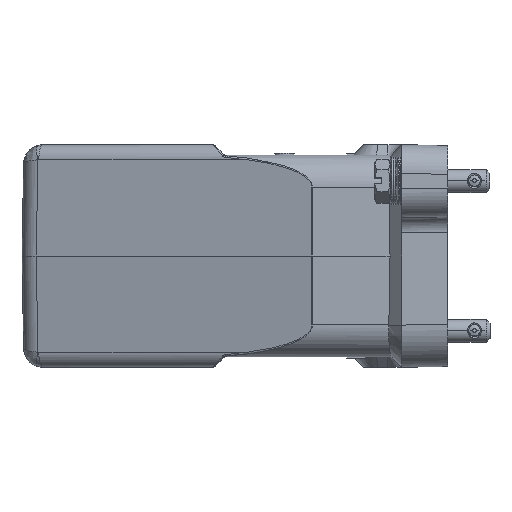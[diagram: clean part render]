
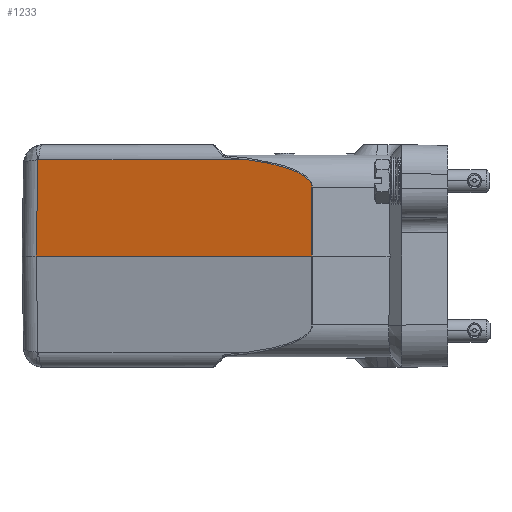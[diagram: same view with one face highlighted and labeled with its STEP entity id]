
A CAD part, left-side view. The second image highlights one B-rep face of the part: STEP entity #1233.
In plain terms, the highlighted planar face has unit normal (-0.966, 0.259, 0.018).
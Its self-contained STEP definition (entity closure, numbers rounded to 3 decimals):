
#1233=ADVANCED_FACE('NONE',(#2397),#1859,.T.);
#1859=PLANE('',#14416);
#2397=FACE_OUTER_BOUND('',#3186,.T.);
#3186=EDGE_LOOP('',(#6699,#6700,#6701,#6702,#6703,#6704));
#3993=B_SPLINE_CURVE_WITH_KNOTS('',3,(#25716,#25717,#25718,#25719,#25720,
#25721,#25722,#25723,#25724,#25725,#25726,#25727,#25728,#25729,#25730,#25731,
#25732,#25733,#25734,#25735,#25736,#25737,#25738,#25739,#25740,#25741,#25742,
#25743,#25744,#25745,#25746,#25747),.UNSPECIFIED.,.F.,.F.,(4,2,1,1,1,1,
2,2,1,1,1,1,2,2,1,1,1,1,1,1,2,2,4),(0.,0.125,0.187,
0.219,0.234,0.242,0.246,
0.25,0.375,0.437,0.469,
0.484,0.492,0.5,0.625,
0.688,0.719,0.734,0.742,
0.746,0.748,0.75,1.),.UNSPECIFIED.);
#4038=B_SPLINE_CURVE_WITH_KNOTS('',3,(#26900,#26901,#26902,#26903),
 .UNSPECIFIED.,.F.,.F.,(4,4),(0.,1.),.UNSPECIFIED.);
#6699=ORIENTED_EDGE('',*,*,#11210,.F.);
#6700=ORIENTED_EDGE('',*,*,#11211,.T.);
#6701=ORIENTED_EDGE('',*,*,#11212,.F.);
#6702=ORIENTED_EDGE('',*,*,#10997,.F.);
#6703=ORIENTED_EDGE('',*,*,#10996,.T.);
#6704=ORIENTED_EDGE('',*,*,#11208,.T.);
#9338=VERTEX_POINT('',#25675);
#9340=VERTEX_POINT('',#25715);
#9341=VERTEX_POINT('',#25821);
#9449=VERTEX_POINT('',#26885);
#9450=VERTEX_POINT('',#26904);
#9451=VERTEX_POINT('',#26906);
#10996=EDGE_CURVE('NONE',#9340,#9338,#3993,.T.);
#10997=EDGE_CURVE('NONE',#9340,#9341,#12472,.T.);
#11208=EDGE_CURVE('NONE',#9338,#9449,#12628,.T.);
#11210=EDGE_CURVE('NONE',#9450,#9449,#4038,.T.);
#11211=EDGE_CURVE('NONE',#9450,#9451,#12629,.T.);
#11212=EDGE_CURVE('NONE',#9341,#9451,#12630,.T.);
#12472=LINE('',#25820,#13401);
#12628=LINE('',#26886,#13557);
#12629=LINE('',#26905,#13558);
#12630=LINE('',#26907,#13559);
#13401=VECTOR('',#16231,1.);
#13557=VECTOR('',#16579,1.);
#13558=VECTOR('',#16582,1.);
#13559=VECTOR('',#16583,1.);
#14416=AXIS2_PLACEMENT_3D('',#26908,#16584,#16585);
#16231=DIRECTION('',(-0.017,0.002,-1.));
#16579=DIRECTION('',(0.259,0.966,0.));
#16582=DIRECTION('',(-0.013,0.017,-1.));
#16583=DIRECTION('',(0.259,0.966,0.));
#16584=DIRECTION('',(-0.966,0.259,0.017));
#16585=DIRECTION('',(-0.259,-0.966,0.));
#25675=CARTESIAN_POINT('',(-56.529,52.287,25.07));
#25715=CARTESIAN_POINT('',(-61.17,35.448,17.948));
#25716=CARTESIAN_POINT('',(-61.17,35.448,17.948));
#25717=CARTESIAN_POINT('',(-61.163,35.448,18.338));
#25718=CARTESIAN_POINT('',(-61.127,35.553,18.726));
#25719=CARTESIAN_POINT('',(-61.031,35.873,19.31));
#25720=CARTESIAN_POINT('',(-60.972,36.074,19.6));
#25721=CARTESIAN_POINT('',(-60.884,36.379,19.935));
#25722=CARTESIAN_POINT('',(-60.836,36.55,20.102));
#25723=CARTESIAN_POINT('',(-60.81,36.64,20.185));
#25724=CARTESIAN_POINT('',(-60.799,36.679,20.22));
#25725=CARTESIAN_POINT('',(-60.791,36.706,20.244));
#25726=CARTESIAN_POINT('',(-60.787,36.72,20.257));
#25727=CARTESIAN_POINT('',(-60.672,37.127,20.614));
#25728=CARTESIAN_POINT('',(-60.47,37.845,21.119));
#25729=CARTESIAN_POINT('',(-60.177,38.902,21.679));
#25730=CARTESIAN_POINT('',(-60.016,39.486,21.952));
#25731=CARTESIAN_POINT('',(-59.931,39.791,22.087));
#25732=CARTESIAN_POINT('',(-59.894,39.925,22.144));
#25733=CARTESIAN_POINT('',(-59.87,40.015,22.182));
#25734=CARTESIAN_POINT('',(-59.857,40.061,22.202));
#25735=CARTESIAN_POINT('',(-59.649,40.817,22.517));
#25736=CARTESIAN_POINT('',(-59.328,41.984,22.938));
#25737=CARTESIAN_POINT('',(-58.908,43.522,23.389));
#25738=CARTESIAN_POINT('',(-58.686,44.335,23.605));
#25739=CARTESIAN_POINT('',(-58.572,44.753,23.71));
#25740=CARTESIAN_POINT('',(-58.515,44.964,23.762));
#25741=CARTESIAN_POINT('',(-58.486,45.071,23.788));
#25742=CARTESIAN_POINT('',(-58.473,45.116,23.799));
#25743=CARTESIAN_POINT('',(-58.465,45.147,23.806));
#25744=CARTESIAN_POINT('',(-58.461,45.161,23.81));
#25745=CARTESIAN_POINT('',(-57.875,47.313,24.326));
#25746=CARTESIAN_POINT('',(-57.233,49.683,24.744));
#25747=CARTESIAN_POINT('',(-56.529,52.287,25.07));
#25820=CARTESIAN_POINT('',(-61.164,35.448,18.273));
#25821=CARTESIAN_POINT('',(-61.483,35.49,0.));
#26885=CARTESIAN_POINT('',(-41.972,106.615,25.07));
#26886=CARTESIAN_POINT('',(-40.827,110.887,25.07));
#26900=CARTESIAN_POINT('',(-41.908,106.857,25.04));
#26901=CARTESIAN_POINT('',(-41.928,106.778,25.06));
#26902=CARTESIAN_POINT('',(-41.95,106.697,25.07));
#26903=CARTESIAN_POINT('',(-41.972,106.615,25.07));
#26904=CARTESIAN_POINT('',(-41.908,106.857,25.04));
#26905=CARTESIAN_POINT('',(-41.908,106.857,25.04));
#26906=CARTESIAN_POINT('',(-42.243,107.295,0.));
#26907=CARTESIAN_POINT('',(-41.25,111.,0.));
#26908=CARTESIAN_POINT('',(-41.25,111.,0.));
